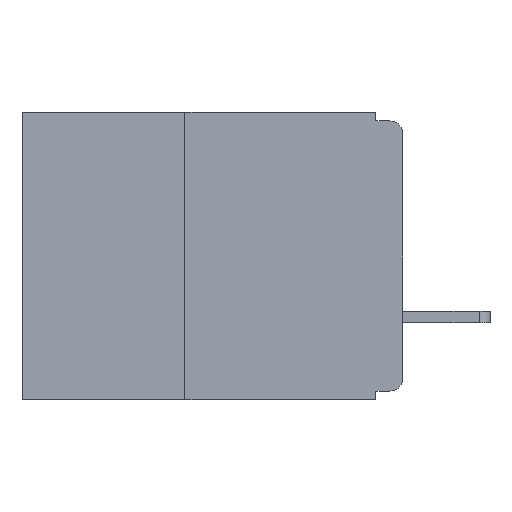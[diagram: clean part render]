
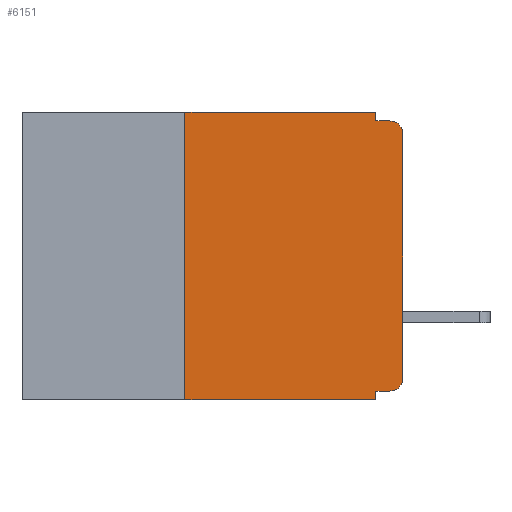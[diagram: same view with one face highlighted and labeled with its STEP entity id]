
A CAD part, left-side view. The second image highlights one B-rep face of the part: STEP entity #6151.
In plain terms, the highlighted planar face has unit normal (-1, 0, 0).
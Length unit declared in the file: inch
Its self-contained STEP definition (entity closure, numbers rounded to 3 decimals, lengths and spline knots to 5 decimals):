
#306 = EDGE_CURVE ( 'NONE', #15230, #5897, #1251, .T. ) ;
#334 = CARTESIAN_POINT ( 'NONE',  ( 0., 0.015, -0.025 ) ) ;
#370 = DIRECTION ( 'NONE',  ( -1., 0., 0. ) ) ;
#417 = VERTEX_POINT ( 'NONE', #12594 ) ;
#785 = VECTOR ( 'NONE', #16151, 39.37008 ) ;
#804 = LINE ( 'NONE', #16062, #785 ) ;
#1209 = VECTOR ( 'NONE', #7735, 39.37008 ) ;
#1251 = LINE ( 'NONE', #20129, #1209 ) ;
#1528 = EDGE_CURVE ( 'NONE', #6228, #18930, #16699, .T. ) ;
#2344 = CARTESIAN_POINT ( 'NONE',  ( 0., 0.25, -0.33 ) ) ;
#2378 = DIRECTION ( 'NONE',  ( 0., 0., -1. ) ) ;
#2551 = EDGE_CURVE ( 'NONE', #14796, #11123, #12802, .T. ) ;
#3224 = CARTESIAN_POINT ( 'NONE',  ( 0., 0., -0.32 ) ) ;
#3583 = EDGE_CURVE ( 'NONE', #10790, #417, #8333, .T. ) ;
#3842 = AXIS2_PLACEMENT_3D ( 'NONE', #334, #370, #2378 ) ;
#4366 = CARTESIAN_POINT ( 'NONE',  ( 0., 0.031, -0.33 ) ) ;
#5166 = AXIS2_PLACEMENT_3D ( 'NONE', #11826, #11812, #11805 ) ;
#5272 = EDGE_CURVE ( 'NONE', #6228, #13218, #18927, .T. ) ;
#5542 = DIRECTION ( 'NONE',  ( 0., 0., -1. ) ) ;
#5858 = CARTESIAN_POINT ( 'NONE',  ( 0., 0.25, 0. ) ) ;
#5897 = VERTEX_POINT ( 'NONE', #5858 ) ;
#6151 = ADVANCED_FACE ( 'NONE', ( #17671 ), #19437, .F. ) ;
#6228 = VERTEX_POINT ( 'NONE', #17054 ) ;
#7367 = EDGE_CURVE ( 'NONE', #5897, #10790, #9006, .T. ) ;
#7735 = DIRECTION ( 'NONE',  ( 0., 0., 1. ) ) ;
#7872 = VERTEX_POINT ( 'NONE', #17047 ) ;
#8290 = VECTOR ( 'NONE', #13634, 39.37008 ) ;
#8333 = LINE ( 'NONE', #13899, #8290 ) ;
#8507 = VECTOR ( 'NONE', #12202, 39.37008 ) ;
#8864 = VECTOR ( 'NONE', #15767, 39.37008 ) ;
#8910 = LINE ( 'NONE', #13193, #8507 ) ;
#8994 = EDGE_LOOP ( 'NONE', ( #16978, #17155, #18053, #18676, #18694, #11149, #11870, #12627, #12646, #12830 ) ) ;
#9006 = LINE ( 'NONE', #15751, #8864 ) ;
#9286 = EDGE_CURVE ( 'NONE', #18930, #7872, #19668, .T. ) ;
#10790 = VERTEX_POINT ( 'NONE', #15055 ) ;
#11123 = VERTEX_POINT ( 'NONE', #19872 ) ;
#11149 = ORIENTED_EDGE ( 'NONE', *, *, #306, .F. ) ;
#11351 = EDGE_CURVE ( 'NONE', #13218, #14796, #804, .T. ) ;
#11805 = DIRECTION ( 'NONE',  ( 0., 0., -1. ) ) ;
#11812 = DIRECTION ( 'NONE',  ( -1., 0., 0. ) ) ;
#11826 = CARTESIAN_POINT ( 'NONE',  ( 0., 0.015, -0.305 ) ) ;
#11870 = ORIENTED_EDGE ( 'NONE', *, *, #19237, .T. ) ;
#12202 = DIRECTION ( 'NONE',  ( 0., -1., 0. ) ) ;
#12594 = CARTESIAN_POINT ( 'NONE',  ( 0., 0.031, -0.01 ) ) ;
#12627 = ORIENTED_EDGE ( 'NONE', *, *, #9286, .F. ) ;
#12646 = ORIENTED_EDGE ( 'NONE', *, *, #1528, .F. ) ;
#12802 = CIRCLE ( 'NONE', #3842, 0.015 ) ;
#12830 = ORIENTED_EDGE ( 'NONE', *, *, #5272, .T. ) ;
#13193 = CARTESIAN_POINT ( 'NONE',  ( 0., 0., -0.01 ) ) ;
#13218 = VERTEX_POINT ( 'NONE', #13531 ) ;
#13466 = CARTESIAN_POINT ( 'NONE',  ( 0., 0., -0.025 ) ) ;
#13531 = CARTESIAN_POINT ( 'NONE',  ( 0., 0., -0.305 ) ) ;
#13634 = DIRECTION ( 'NONE',  ( 0., 0., -1. ) ) ;
#13899 = CARTESIAN_POINT ( 'NONE',  ( 0., 0.031, 0. ) ) ;
#14450 = VECTOR ( 'NONE', #20291, 39.37008 ) ;
#14540 = LINE ( 'NONE', #20267, #14450 ) ;
#14796 = VERTEX_POINT ( 'NONE', #13466 ) ;
#15055 = CARTESIAN_POINT ( 'NONE',  ( 0., 0.031, 0. ) ) ;
#15230 = VERTEX_POINT ( 'NONE', #2344 ) ;
#15751 = CARTESIAN_POINT ( 'NONE',  ( 0., 0.437, 0. ) ) ;
#15767 = DIRECTION ( 'NONE',  ( 0., -1., 0. ) ) ;
#16062 = CARTESIAN_POINT ( 'NONE',  ( 0., 0., 0. ) ) ;
#16151 = DIRECTION ( 'NONE',  ( 0., 0., 1. ) ) ;
#16608 = VECTOR ( 'NONE', #18913, 39.37008 ) ;
#16699 = LINE ( 'NONE', #3224, #16608 ) ;
#16902 = CARTESIAN_POINT ( 'NONE',  ( 0., 0.031, -0.32 ) ) ;
#16978 = ORIENTED_EDGE ( 'NONE', *, *, #11351, .T. ) ;
#17047 = CARTESIAN_POINT ( 'NONE',  ( 0., 0.031, -0.33 ) ) ;
#17054 = CARTESIAN_POINT ( 'NONE',  ( 0., 0.015, -0.32 ) ) ;
#17155 = ORIENTED_EDGE ( 'NONE', *, *, #2551, .T. ) ;
#17340 = AXIS2_PLACEMENT_3D ( 'NONE', #19984, #19372, #19369 ) ;
#17671 = FACE_OUTER_BOUND ( 'NONE', #8994, .T. ) ;
#18053 = ORIENTED_EDGE ( 'NONE', *, *, #19604, .F. ) ;
#18676 = ORIENTED_EDGE ( 'NONE', *, *, #3583, .F. ) ;
#18694 = ORIENTED_EDGE ( 'NONE', *, *, #7367, .F. ) ;
#18913 = DIRECTION ( 'NONE',  ( 0., 1., 0. ) ) ;
#18927 = CIRCLE ( 'NONE', #5166, 0.015 ) ;
#18930 = VERTEX_POINT ( 'NONE', #16902 ) ;
#19237 = EDGE_CURVE ( 'NONE', #15230, #7872, #14540, .T. ) ;
#19369 = DIRECTION ( 'NONE',  ( 0., 0., -1. ) ) ;
#19372 = DIRECTION ( 'NONE',  ( 1., 0., 0. ) ) ;
#19437 = PLANE ( 'NONE',  #17340 ) ;
#19604 = EDGE_CURVE ( 'NONE', #417, #11123, #8910, .T. ) ;
#19668 = LINE ( 'NONE', #4366, #19977 ) ;
#19872 = CARTESIAN_POINT ( 'NONE',  ( 0., 0.015, -0.01 ) ) ;
#19977 = VECTOR ( 'NONE', #5542, 39.37008 ) ;
#19984 = CARTESIAN_POINT ( 'NONE',  ( 0., 0.437, 0. ) ) ;
#20129 = CARTESIAN_POINT ( 'NONE',  ( 0., 0.25, -0.33 ) ) ;
#20267 = CARTESIAN_POINT ( 'NONE',  ( 0., 0.437, -0.33 ) ) ;
#20291 = DIRECTION ( 'NONE',  ( 0., -1., 0. ) ) ;
